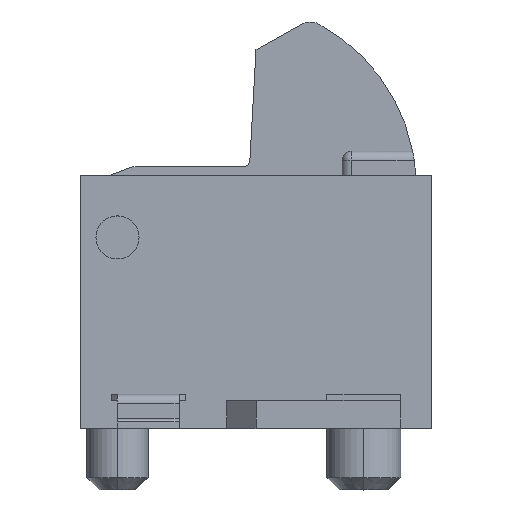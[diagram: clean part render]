
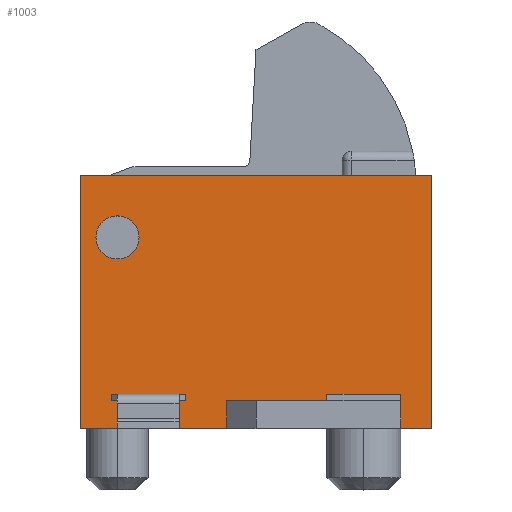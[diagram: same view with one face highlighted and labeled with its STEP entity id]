
A CAD part, top view. The second image highlights one B-rep face of the part: STEP entity #1003.
In plain terms, the highlighted planar face has unit normal (0, 0, 1).
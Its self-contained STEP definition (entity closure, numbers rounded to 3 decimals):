
#11 = VECTOR ( 'NONE', #1570, 1000. ) ;
#72 = VERTEX_POINT ( 'NONE', #3092 ) ;
#118 = CARTESIAN_POINT ( 'NONE',  ( -2.85, 4.1, 0.95 ) ) ;
#163 = VERTEX_POINT ( 'NONE', #2530 ) ;
#168 = EDGE_LOOP ( 'NONE', ( #3519, #1743, #3274, #606, #1897, #2078, #2444, #2493 ) ) ;
#203 = DIRECTION ( 'NONE',  ( 0., 0., 1. ) ) ;
#278 = AXIS2_PLACEMENT_3D ( 'NONE', #2279, #1421, #2292 ) ;
#403 = FACE_BOUND ( 'NONE', #2774, .T. ) ;
#427 = CARTESIAN_POINT ( 'NONE',  ( 2.35, 0., 0.95 ) ) ;
#577 = CARTESIAN_POINT ( 'NONE',  ( -2.6, 3.1, 0.95 ) ) ;
#579 = LINE ( 'NONE', #691, #2156 ) ;
#586 = FACE_OUTER_BOUND ( 'NONE', #168, .T. ) ;
#606 = ORIENTED_EDGE ( 'NONE', *, *, #2227, .T. ) ;
#646 = CARTESIAN_POINT ( 'NONE',  ( 2.85, 4.1, 0.95 ) ) ;
#667 = VECTOR ( 'NONE', #1150, 1000. ) ;
#691 = CARTESIAN_POINT ( 'NONE',  ( 2.85, 4.1, 0.95 ) ) ;
#696 = EDGE_CURVE ( 'NONE', #2568, #781, #1662, .T. ) ;
#781 = VERTEX_POINT ( 'NONE', #427 ) ;
#795 = ORIENTED_EDGE ( 'NONE', *, *, #3230, .F. ) ;
#821 = DIRECTION ( 'NONE',  ( 1., 0., 0. ) ) ;
#852 = LINE ( 'NONE', #2602, #2312 ) ;
#853 = EDGE_CURVE ( 'NONE', #2008, #956, #1977, .T. ) ;
#896 = CARTESIAN_POINT ( 'NONE',  ( -2.85, 0., 0.95 ) ) ;
#956 = VERTEX_POINT ( 'NONE', #577 ) ;
#987 = VERTEX_POINT ( 'NONE', #646 ) ;
#1003 = ADVANCED_FACE ( 'NONE', ( #586, #403 ), #2086, .T. ) ;
#1130 = CIRCLE ( 'NONE', #278, 0.35 ) ;
#1138 = EDGE_CURVE ( 'NONE', #72, #987, #579, .T. ) ;
#1150 = DIRECTION ( 'NONE',  ( -1., 0., 0. ) ) ;
#1203 = VERTEX_POINT ( 'NONE', #2700 ) ;
#1363 = EDGE_CURVE ( 'NONE', #3284, #163, #3688, .T. ) ;
#1421 = DIRECTION ( 'NONE',  ( 0., 0., 1. ) ) ;
#1437 = DIRECTION ( 'NONE',  ( 1., 0., 0. ) ) ;
#1468 = ORIENTED_EDGE ( 'NONE', *, *, #853, .F. ) ;
#1570 = DIRECTION ( 'NONE',  ( 1., 0., 0. ) ) ;
#1620 = DIRECTION ( 'NONE',  ( 0., -1., 0. ) ) ;
#1662 = LINE ( 'NONE', #2851, #3897 ) ;
#1674 = DIRECTION ( 'NONE',  ( 0., 1., 0. ) ) ;
#1727 = LINE ( 'NONE', #3033, #2005 ) ;
#1743 = ORIENTED_EDGE ( 'NONE', *, *, #3800, .T. ) ;
#1794 = LINE ( 'NONE', #2643, #667 ) ;
#1836 = CARTESIAN_POINT ( 'NONE',  ( 0., 0., 0.95 ) ) ;
#1897 = ORIENTED_EDGE ( 'NONE', *, *, #1138, .T. ) ;
#1931 = EDGE_CURVE ( 'NONE', #987, #1203, #1794, .T. ) ;
#1975 = VECTOR ( 'NONE', #821, 1000. ) ;
#1977 = CIRCLE ( 'NONE', #3432, 0.35 ) ;
#1997 = DIRECTION ( 'NONE',  ( 1., 0., 0. ) ) ;
#2005 = VECTOR ( 'NONE', #3648, 1000. ) ;
#2008 = VERTEX_POINT ( 'NONE', #3586 ) ;
#2078 = ORIENTED_EDGE ( 'NONE', *, *, #1931, .T. ) ;
#2086 = PLANE ( 'NONE',  #2786 ) ;
#2105 = LINE ( 'NONE', #2339, #11 ) ;
#2111 = CARTESIAN_POINT ( 'NONE',  ( -0.475, 0.45, 0.95 ) ) ;
#2156 = VECTOR ( 'NONE', #1674, 1000. ) ;
#2209 = VERTEX_POINT ( 'NONE', #2111 ) ;
#2227 = EDGE_CURVE ( 'NONE', #781, #72, #2105, .T. ) ;
#2269 = LINE ( 'NONE', #118, #3168 ) ;
#2279 = CARTESIAN_POINT ( 'NONE',  ( -2.25, 3.1, 0.95 ) ) ;
#2292 = DIRECTION ( 'NONE',  ( 1., 0., 0. ) ) ;
#2312 = VECTOR ( 'NONE', #1437, 1000. ) ;
#2339 = CARTESIAN_POINT ( 'NONE',  ( -2.85, 0., 0.95 ) ) ;
#2436 = DIRECTION ( 'NONE',  ( 1., 0., 0. ) ) ;
#2444 = ORIENTED_EDGE ( 'NONE', *, *, #3130, .T. ) ;
#2493 = ORIENTED_EDGE ( 'NONE', *, *, #1363, .T. ) ;
#2530 = CARTESIAN_POINT ( 'NONE',  ( -0.475, 0., 0.95 ) ) ;
#2568 = VERTEX_POINT ( 'NONE', #3299 ) ;
#2602 = CARTESIAN_POINT ( 'NONE',  ( 2.35, 0.45, 0.95 ) ) ;
#2643 = CARTESIAN_POINT ( 'NONE',  ( -2.85, 4.1, 0.95 ) ) ;
#2700 = CARTESIAN_POINT ( 'NONE',  ( -2.85, 4.1, 0.95 ) ) ;
#2774 = EDGE_LOOP ( 'NONE', ( #1468, #795 ) ) ;
#2786 = AXIS2_PLACEMENT_3D ( 'NONE', #1836, #3341, #2436 ) ;
#2851 = CARTESIAN_POINT ( 'NONE',  ( 2.35, 0.45, 0.95 ) ) ;
#2868 = CARTESIAN_POINT ( 'NONE',  ( -2.85, 0., 0.95 ) ) ;
#2903 = EDGE_CURVE ( 'NONE', #2209, #163, #1727, .T. ) ;
#3033 = CARTESIAN_POINT ( 'NONE',  ( -0.475, 0.45, 0.95 ) ) ;
#3092 = CARTESIAN_POINT ( 'NONE',  ( 2.85, 0., 0.95 ) ) ;
#3130 = EDGE_CURVE ( 'NONE', #1203, #3284, #2269, .T. ) ;
#3168 = VECTOR ( 'NONE', #1620, 1000. ) ;
#3230 = EDGE_CURVE ( 'NONE', #956, #2008, #1130, .T. ) ;
#3274 = ORIENTED_EDGE ( 'NONE', *, *, #696, .T. ) ;
#3284 = VERTEX_POINT ( 'NONE', #896 ) ;
#3299 = CARTESIAN_POINT ( 'NONE',  ( 2.35, 0.45, 0.95 ) ) ;
#3341 = DIRECTION ( 'NONE',  ( 0., 0., 1. ) ) ;
#3409 = DIRECTION ( 'NONE',  ( 0., -1., 0. ) ) ;
#3432 = AXIS2_PLACEMENT_3D ( 'NONE', #3534, #203, #1997 ) ;
#3519 = ORIENTED_EDGE ( 'NONE', *, *, #2903, .F. ) ;
#3534 = CARTESIAN_POINT ( 'NONE',  ( -2.25, 3.1, 0.95 ) ) ;
#3586 = CARTESIAN_POINT ( 'NONE',  ( -1.9, 3.1, 0.95 ) ) ;
#3648 = DIRECTION ( 'NONE',  ( 0., -1., 0. ) ) ;
#3688 = LINE ( 'NONE', #2868, #1975 ) ;
#3800 = EDGE_CURVE ( 'NONE', #2209, #2568, #852, .T. ) ;
#3897 = VECTOR ( 'NONE', #3409, 1000. ) ;
